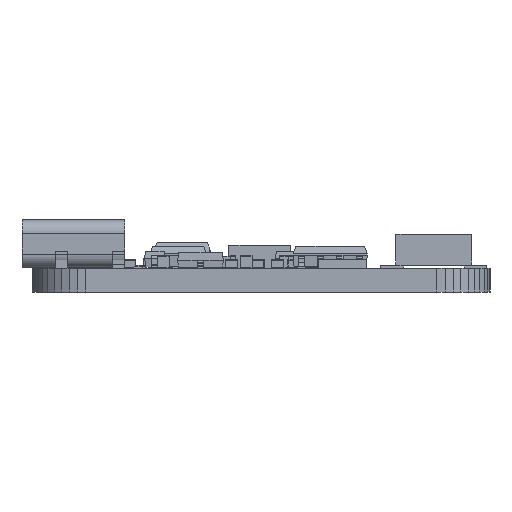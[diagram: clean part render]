
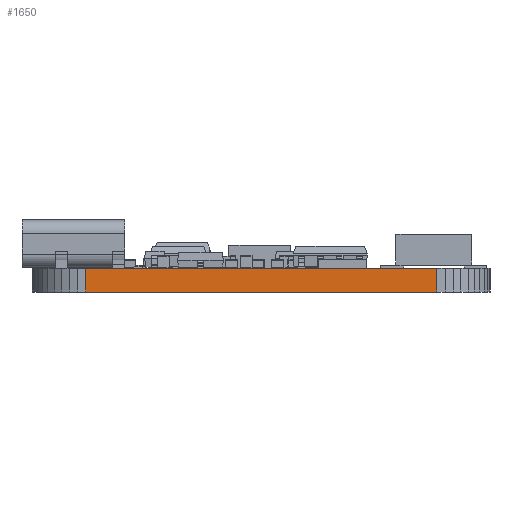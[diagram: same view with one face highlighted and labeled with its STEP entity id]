
A CAD part, left-side view. The second image highlights one B-rep face of the part: STEP entity #1650.
In plain terms, the highlighted planar face has unit normal (-1, -0.001, 0).
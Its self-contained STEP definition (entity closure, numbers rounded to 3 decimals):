
#1625 = VERTEX_POINT('',#1626);
#1626 = CARTESIAN_POINT('',(-0.011,26.7,1.581));
#1632 = EDGE_CURVE('',#1633,#1625,#1635,.T.);
#1633 = VERTEX_POINT('',#1634);
#1634 = CARTESIAN_POINT('',(-0.011,26.7,0.));
#1635 = LINE('',#1636,#1637);
#1636 = CARTESIAN_POINT('',(-0.011,26.7,0.));
#1637 = VECTOR('',#1638,1.);
#1638 = DIRECTION('',(0.,0.,1.));
#1650 = ADVANCED_FACE('',(#1651),#1676,.F.);
#1651 = FACE_BOUND('',#1652,.F.);
#1652 = EDGE_LOOP('',(#1653,#1654,#1662,#1670));
#1653 = ORIENTED_EDGE('',*,*,#1632,.T.);
#1654 = ORIENTED_EDGE('',*,*,#1655,.T.);
#1655 = EDGE_CURVE('',#1625,#1656,#1658,.T.);
#1656 = VERTEX_POINT('',#1657);
#1657 = CARTESIAN_POINT('',(0.,3.5,1.581));
#1658 = LINE('',#1659,#1660);
#1659 = CARTESIAN_POINT('',(-0.011,26.7,1.581));
#1660 = VECTOR('',#1661,1.);
#1661 = DIRECTION('',(0.,-1.,0.));
#1662 = ORIENTED_EDGE('',*,*,#1663,.F.);
#1663 = EDGE_CURVE('',#1664,#1656,#1666,.T.);
#1664 = VERTEX_POINT('',#1665);
#1665 = CARTESIAN_POINT('',(0.,3.5,0.));
#1666 = LINE('',#1667,#1668);
#1667 = CARTESIAN_POINT('',(0.,3.5,0.));
#1668 = VECTOR('',#1669,1.);
#1669 = DIRECTION('',(0.,0.,1.));
#1670 = ORIENTED_EDGE('',*,*,#1671,.F.);
#1671 = EDGE_CURVE('',#1633,#1664,#1672,.T.);
#1672 = LINE('',#1673,#1674);
#1673 = CARTESIAN_POINT('',(-0.011,26.7,0.));
#1674 = VECTOR('',#1675,1.);
#1675 = DIRECTION('',(0.,-1.,0.));
#1676 = PLANE('',#1677);
#1677 = AXIS2_PLACEMENT_3D('',#1678,#1679,#1680);
#1678 = CARTESIAN_POINT('',(-0.011,26.7,0.));
#1679 = DIRECTION('',(1.,0.,0.));
#1680 = DIRECTION('',(0.,-1.,0.));
